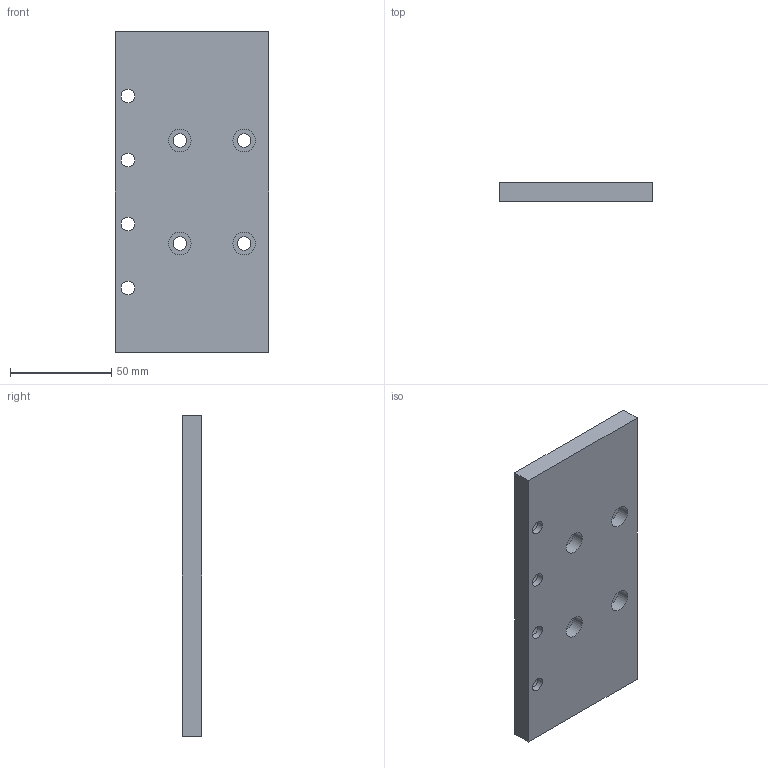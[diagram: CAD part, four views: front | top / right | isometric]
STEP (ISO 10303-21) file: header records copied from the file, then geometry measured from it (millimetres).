
FILE_DESCRIPTION(/* description */ (''),/* implementation_level */ '2;1');
FILE_NAME(/* name */ 'speaker_mount_base.stp',/* time_stamp */ '2019-03-12T14:23:05-04:00',/* author */ ('Wilson Lab'),/* organization */ (''),/* preprocessor_version */ 'ST-DEVELOPER v17',/* originating_system */ 'Autodesk Inventor 2019',/* authorisation */ '');
FILE_SCHEMA (('AUTOMOTIVE_DESIGN { 1 0 10303 214 3 1 1 }'));
Length unit declared in the file: millimetre
Products named in the file (1): base_part
Bounding box: 76 x 9.53 x 158 mm (x, y, z)
Volume: 108538.3 mm3; surface area: 30212.8 mm2
Topology: 1 solids, 1 shells, 30 faces, 76 edges, 56 vertices
Faces by surface type: cylinder 16, plane 14
Full cylindrical faces by diameter (mm): 6.756 x8, 11.113 x8
Entity records: 1027 total; most frequent: DIRECTION 186, CARTESIAN_POINT 163, ORIENTED_EDGE 152, AXIS2_PLACEMENT_3D 79, EDGE_CURVE 76, VERTEX_POINT 56, EDGE_LOOP 54, CIRCLE 48
